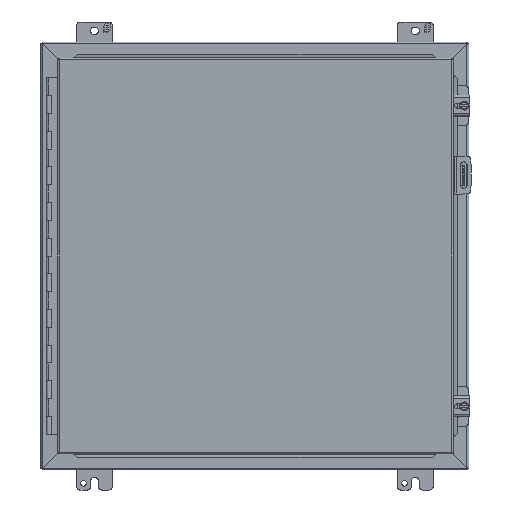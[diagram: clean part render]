
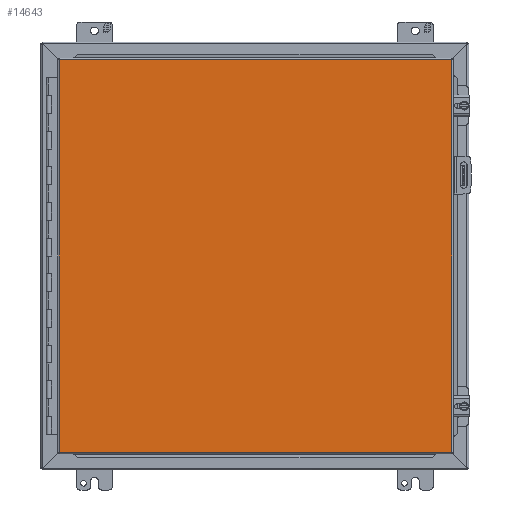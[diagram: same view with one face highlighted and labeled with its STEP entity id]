
A CAD part, front view. The second image highlights one B-rep face of the part: STEP entity #14643.
In plain terms, the highlighted planar face has unit normal (0, -1, 0).
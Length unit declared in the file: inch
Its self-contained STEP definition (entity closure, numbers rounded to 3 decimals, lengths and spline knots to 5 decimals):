
#87 = LINE ( 'NONE', #27511, #22941 ) ;
#219 = CARTESIAN_POINT ( 'NONE',  ( 11.04626, -11.18504, 11.00828 ) ) ;
#1110 = LINE ( 'NONE', #47667, #27087 ) ;
#1497 = EDGE_CURVE ( 'NONE', #26061, #18231, #27677, .T. ) ;
#5570 = CARTESIAN_POINT ( 'NONE',  ( -10.98426, -11.18504, 11.00828 ) ) ;
#5999 = AXIS2_PLACEMENT_3D ( 'NONE', #20872, #17079, #24893 ) ;
#6889 = ORIENTED_EDGE ( 'NONE', *, *, #14626, .T. ) ;
#7338 = CARTESIAN_POINT ( 'NONE',  ( 11.03078, -11.18504, -11.00828 ) ) ;
#7754 = AXIS2_PLACEMENT_3D ( 'NONE', #12178, #8647, #7911 ) ;
#7911 = DIRECTION ( 'NONE',  ( 0., 0., -1. ) ) ;
#8647 = DIRECTION ( 'NONE',  ( 0., -1., 0. ) ) ;
#9380 = CARTESIAN_POINT ( 'NONE',  ( 11.04626, -11.18504, 11.00828 ) ) ;
#9409 = DIRECTION ( 'NONE',  ( -1., 0., 0. ) ) ;
#12178 = CARTESIAN_POINT ( 'NONE',  ( -10.96878, -11.18504, 11.00828 ) ) ;
#12954 = DIRECTION ( 'NONE',  ( 0., 0., -1. ) ) ;
#12957 = CARTESIAN_POINT ( 'NONE',  ( -10.96878, -11.18504, 11.02376 ) ) ;
#13372 = AXIS2_PLACEMENT_3D ( 'NONE', #27493, #24013, #46115 ) ;
#13491 = ORIENTED_EDGE ( 'NONE', *, *, #19167, .T. ) ;
#13887 = VERTEX_POINT ( 'NONE', #5570 ) ;
#14168 = DIRECTION ( 'NONE',  ( 0., 0., 1. ) ) ;
#14212 = CIRCLE ( 'NONE', #7754, 0.01548 ) ;
#14626 = EDGE_CURVE ( 'NONE', #23472, #13887, #14212, .T. ) ;
#14643 = ADVANCED_FACE ( 'NONE', ( #19200 ), #35072, .T. ) ;
#15109 = AXIS2_PLACEMENT_3D ( 'NONE', #7338, #22664, #45065 ) ;
#15579 = EDGE_CURVE ( 'NONE', #25984, #26061, #29476, .T. ) ;
#15655 = EDGE_CURVE ( 'NONE', #22403, #25984, #43183, .T. ) ;
#16070 = CARTESIAN_POINT ( 'NONE',  ( -10.96878, -11.18504, -11.00828 ) ) ;
#17079 = DIRECTION ( 'NONE',  ( 0., -1., 0. ) ) ;
#18020 = ORIENTED_EDGE ( 'NONE', *, *, #41527, .T. ) ;
#18187 = EDGE_CURVE ( 'NONE', #24337, #22403, #87, .T. ) ;
#18231 = VERTEX_POINT ( 'NONE', #45889 ) ;
#19167 = EDGE_CURVE ( 'NONE', #13887, #26430, #1110, .T. ) ;
#19200 = FACE_OUTER_BOUND ( 'NONE', #33690, .T. ) ;
#19612 = ORIENTED_EDGE ( 'NONE', *, *, #1497, .T. ) ;
#20872 = CARTESIAN_POINT ( 'NONE',  ( 11.03078, -11.18504, 11.00828 ) ) ;
#22069 = ORIENTED_EDGE ( 'NONE', *, *, #15655, .T. ) ;
#22403 = VERTEX_POINT ( 'NONE', #33308 ) ;
#22664 = DIRECTION ( 'NONE',  ( 0., -1., 0. ) ) ;
#22941 = VECTOR ( 'NONE', #26767, 39.37008 ) ;
#23472 = VERTEX_POINT ( 'NONE', #30550 ) ;
#24013 = DIRECTION ( 'NONE',  ( 0., -1., 0. ) ) ;
#24081 = CARTESIAN_POINT ( 'NONE',  ( -10.96878, -11.18504, -11.02376 ) ) ;
#24337 = VERTEX_POINT ( 'NONE', #24081 ) ;
#24893 = DIRECTION ( 'NONE',  ( 0., 0., -1. ) ) ;
#25984 = VERTEX_POINT ( 'NONE', #29693 ) ;
#26061 = VERTEX_POINT ( 'NONE', #219 ) ;
#26182 = CIRCLE ( 'NONE', #27937, 0.01548 ) ;
#26430 = VERTEX_POINT ( 'NONE', #40381 ) ;
#26767 = DIRECTION ( 'NONE',  ( 1., 0., 0. ) ) ;
#27087 = VECTOR ( 'NONE', #12954, 39.37008 ) ;
#27493 = CARTESIAN_POINT ( 'NONE',  ( -10.96878, -11.18504, -11.00828 ) ) ;
#27511 = CARTESIAN_POINT ( 'NONE',  ( 11.03078, -11.18504, -11.02376 ) ) ;
#27677 = CIRCLE ( 'NONE', #5999, 0.01548 ) ;
#27937 = AXIS2_PLACEMENT_3D ( 'NONE', #16070, #46770, #39224 ) ;
#29476 = LINE ( 'NONE', #9380, #38395 ) ;
#29693 = CARTESIAN_POINT ( 'NONE',  ( 11.04626, -11.18504, -11.00828 ) ) ;
#30550 = CARTESIAN_POINT ( 'NONE',  ( -10.96878, -11.18504, 11.02376 ) ) ;
#33308 = CARTESIAN_POINT ( 'NONE',  ( 11.03078, -11.18504, -11.02376 ) ) ;
#33690 = EDGE_LOOP ( 'NONE', ( #6889, #13491, #18020, #35478, #22069, #41751, #19612, #37648 ) ) ;
#34812 = EDGE_CURVE ( 'NONE', #18231, #23472, #43351, .T. ) ;
#35072 = PLANE ( 'NONE',  #13372 ) ;
#35478 = ORIENTED_EDGE ( 'NONE', *, *, #18187, .T. ) ;
#37648 = ORIENTED_EDGE ( 'NONE', *, *, #34812, .T. ) ;
#38395 = VECTOR ( 'NONE', #14168, 39.37008 ) ;
#39224 = DIRECTION ( 'NONE',  ( 0., 0., -1. ) ) ;
#40381 = CARTESIAN_POINT ( 'NONE',  ( -10.98426, -11.18504, -11.00828 ) ) ;
#41527 = EDGE_CURVE ( 'NONE', #26430, #24337, #26182, .T. ) ;
#41751 = ORIENTED_EDGE ( 'NONE', *, *, #15579, .T. ) ;
#43183 = CIRCLE ( 'NONE', #15109, 0.01548 ) ;
#43351 = LINE ( 'NONE', #12957, #45153 ) ;
#45065 = DIRECTION ( 'NONE',  ( 0., 0., -1. ) ) ;
#45153 = VECTOR ( 'NONE', #9409, 39.37008 ) ;
#45889 = CARTESIAN_POINT ( 'NONE',  ( 11.03078, -11.18504, 11.02376 ) ) ;
#46115 = DIRECTION ( 'NONE',  ( 0., 0., -1. ) ) ;
#46770 = DIRECTION ( 'NONE',  ( 0., -1., 0. ) ) ;
#47667 = CARTESIAN_POINT ( 'NONE',  ( -10.98426, -11.18504, -11.00828 ) ) ;
